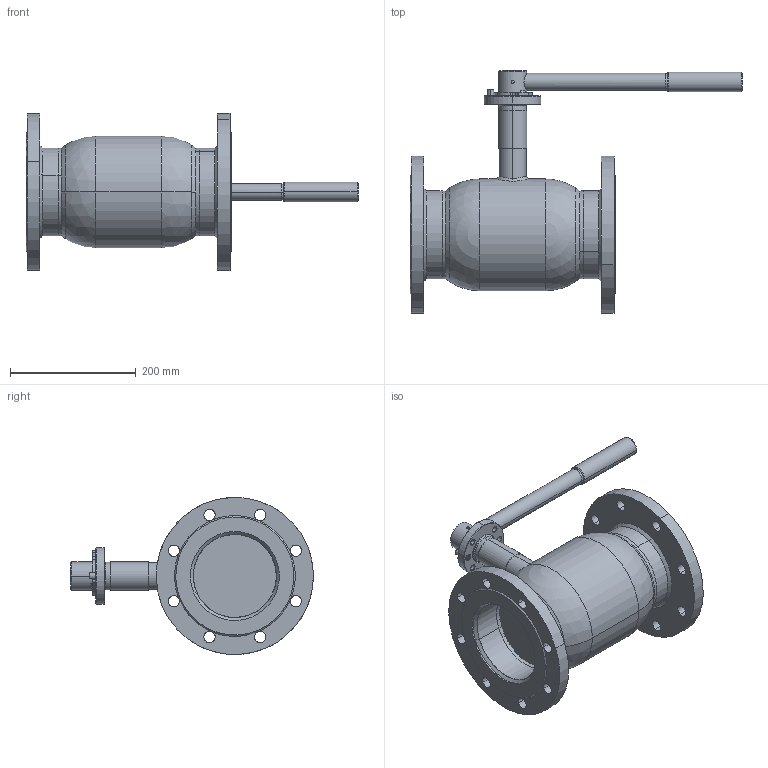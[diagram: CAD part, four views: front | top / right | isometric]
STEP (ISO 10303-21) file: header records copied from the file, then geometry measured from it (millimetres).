
FILE_DESCRIPTION (( 'STEP AP214' ), '1' );
FILE_NAME ('61103125 010.STEP', '2010-10-25T11:33:46', ( 'BROEN A/S' ), ( 'BROEN A/S' ), 'SwSTEP 2.0', 'SolidWorks 2009', '' );
FILE_SCHEMA (( 'AUTOMOTIVE_DESIGN' ));
Length unit declared in the file: millimetre
Products named in the file (1): 61103125 010
Bounding box: 528.07 x 386.08 x 249.76 mm (x, y, z)
Surface area: 533030.6 mm2 (no closed solid volume)
Topology: 0 solids, 35 shells, 253 faces, 876 edges, 621 vertices
Faces by surface type: cylinder 126, cone 64, plane 33, torus 14, bspline 12, sphere 4
Entity records: 17417 total; most frequent: CARTESIAN_POINT 7315, DIRECTION 1522, ORIENTED_EDGE 1370, EDGE_CURVE 868, AXIS2_PLACEMENT_3D 617, VERTEX_POINT 617, CIRCLE 375, EDGE_LOOP 301
